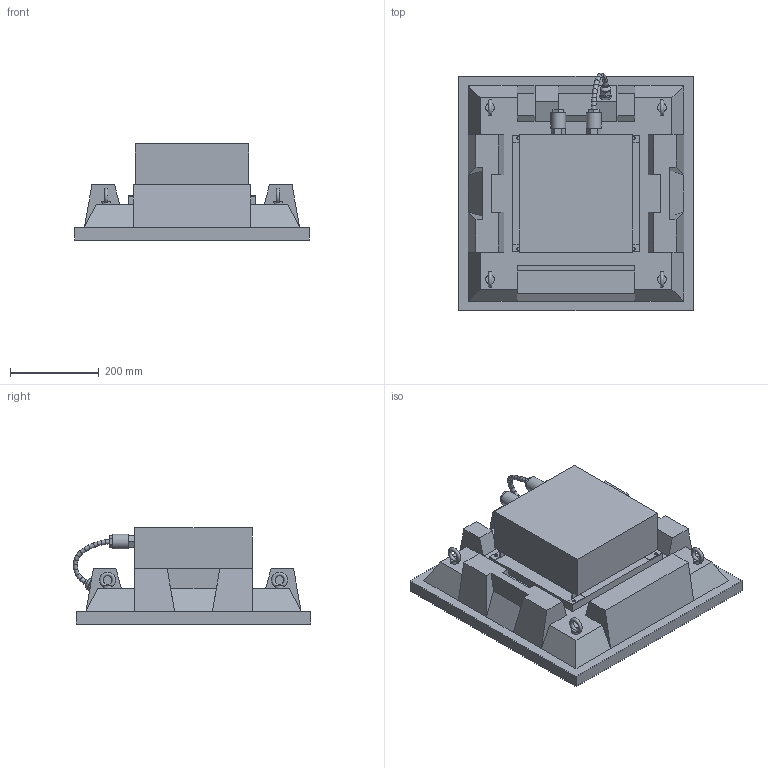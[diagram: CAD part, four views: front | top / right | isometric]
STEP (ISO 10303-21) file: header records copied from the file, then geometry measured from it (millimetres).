
FILE_DESCRIPTION(/* description */ (''),/* implementation_level */ '2;1');
FILE_NAME(/* name */ '915-XXX-AX-B6.stp',/* time_stamp */ '2020-08-13T09:54:25+02:00',/* author */ (''),/* organization */ (''),/* preprocessor_version */ 'ST-DEVELOPER v16.7',/* originating_system */ 'SIEMENS PLM Software NX 1888',/* authorisation */ '');
FILE_SCHEMA (('AUTOMOTIVE_DESIGN { 1 0 10303 214 3 1 1 1 }'));
Length unit declared in the file: millimetre
Products named in the file (1): glue201C4818zlr7
Bounding box: 530 x 536.78 x 217 mm (x, y, z)
Volume: 29225555.7 mm3; surface area: 1632188.8 mm2
Topology: 13 solids, 13 shells, 231 faces, 558 edges, 360 vertices
Faces by surface type: plane 197, torus 18, cylinder 15, bspline 1
Full cylindrical faces by diameter (mm): 7 x4, 8 x2, 12 x1, 20 x5, 24 x1, 33 x2
Entity records: 6678 total; most frequent: CARTESIAN_POINT 1375, ORIENTED_EDGE 1020, DIRECTION 1010, EDGE_CURVE 510, LINE 440, VECTOR 440, VERTEX_POINT 350, AXIS2_PLACEMENT_3D 285
